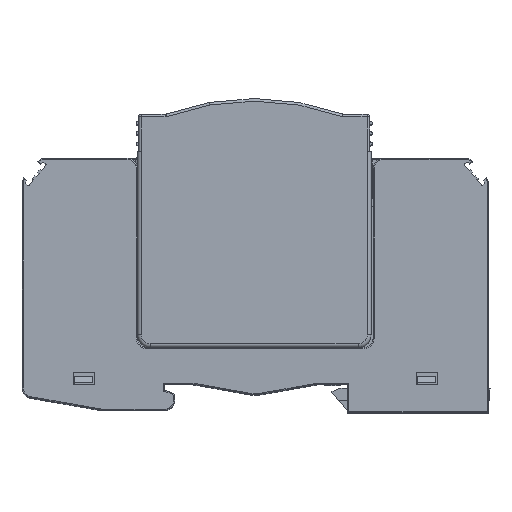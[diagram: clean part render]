
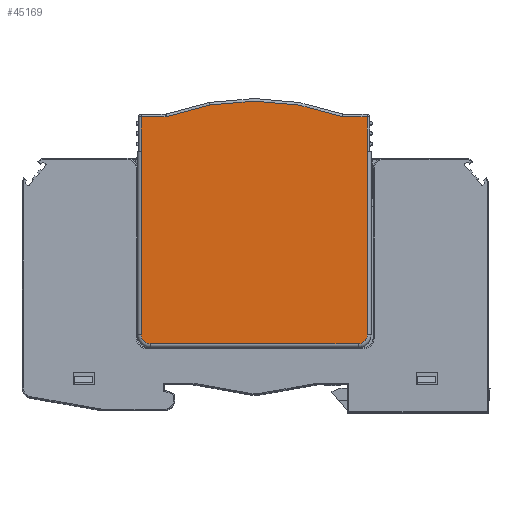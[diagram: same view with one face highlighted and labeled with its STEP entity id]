
A CAD part, top view. The second image highlights one B-rep face of the part: STEP entity #45169.
In plain terms, the highlighted planar face has unit normal (0, 0, 1).
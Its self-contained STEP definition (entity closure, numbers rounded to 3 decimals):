
#331 = LINE ( 'NONE', #134833, #31272 ) ;
#5767 = ORIENTED_EDGE ( 'NONE', *, *, #69712, .T. ) ;
#7537 = VERTEX_POINT ( 'NONE', #141073 ) ;
#8866 = CARTESIAN_POINT ( 'NONE',  ( 43.964, 45., 70. ) ) ;
#9680 = ORIENTED_EDGE ( 'NONE', *, *, #101236, .F. ) ;
#10295 = EDGE_CURVE ( 'NONE', #115575, #68394, #59341, .T. ) ;
#12422 = CARTESIAN_POINT ( 'NONE',  ( 39.471, 44.5, 70. ) ) ;
#14547 = EDGE_CURVE ( 'NONE', #134575, #115575, #49044, .T. ) ;
#15304 = CARTESIAN_POINT ( 'NONE',  ( 0.75, 44.5, 70. ) ) ;
#17290 = AXIS2_PLACEMENT_3D ( 'NONE', #45716, #105781, #57707 ) ;
#27008 = CIRCLE ( 'NONE', #52473, 49.5 ) ;
#28861 = LINE ( 'NONE', #52094, #76119 ) ;
#31272 = VECTOR ( 'NONE', #87530, 1000. ) ;
#33477 = EDGE_CURVE ( 'NONE', #55939, #80710, #95473, .T. ) ;
#33681 = DIRECTION ( 'NONE',  ( 1., 0., 0. ) ) ;
#33746 = EDGE_CURVE ( 'NONE', #51288, #7537, #28861, .T. ) ;
#36055 = DIRECTION ( 'NONE',  ( 0., 0., 1. ) ) ;
#36599 = CARTESIAN_POINT ( 'NONE',  ( 44.25, 44.5, 70. ) ) ;
#37343 = AXIS2_PLACEMENT_3D ( 'NONE', #8866, #36055, #33681 ) ;
#41535 = ORIENTED_EDGE ( 'NONE', *, *, #33746, .F. ) ;
#42231 = ORIENTED_EDGE ( 'NONE', *, *, #124114, .F. ) ;
#45169 = ADVANCED_FACE ( 'NONE', ( #107337 ), #156178, .T. ) ;
#45716 = CARTESIAN_POINT ( 'NONE',  ( 2.5, 2.5, 70. ) ) ;
#48609 = LINE ( 'NONE', #36599, #152740 ) ;
#49044 = LINE ( 'NONE', #85858, #135974 ) ;
#51134 = EDGE_LOOP ( 'NONE', ( #117515, #5767, #41535, #9680, #42231, #140980, #157984, #112906, #78775, #118928 ) ) ;
#51288 = VERTEX_POINT ( 'NONE', #124019 ) ;
#52094 = CARTESIAN_POINT ( 'NONE',  ( 44.25, 6.8, 70. ) ) ;
#52473 = AXIS2_PLACEMENT_3D ( 'NONE', #81571, #155235, #130404 ) ;
#55939 = VERTEX_POINT ( 'NONE', #135837 ) ;
#57355 = VERTEX_POINT ( 'NONE', #12422 ) ;
#57707 = DIRECTION ( 'NONE',  ( -1., 0., 0. ) ) ;
#59341 = LINE ( 'NONE', #144228, #138735 ) ;
#60303 = EDGE_CURVE ( 'NONE', #68394, #120773, #89494, .T. ) ;
#68394 = VERTEX_POINT ( 'NONE', #15304 ) ;
#69712 = EDGE_CURVE ( 'NONE', #55939, #7537, #124566, .T. ) ;
#70716 = CARTESIAN_POINT ( 'NONE',  ( 0.75, 37.8, 70. ) ) ;
#73855 = DIRECTION ( 'NONE',  ( 0., 1., 0. ) ) ;
#75740 = DIRECTION ( 'NONE',  ( 0., -1., 0. ) ) ;
#76014 = VECTOR ( 'NONE', #117875, 1000. ) ;
#76119 = VECTOR ( 'NONE', #149773, 1000. ) ;
#78775 = ORIENTED_EDGE ( 'NONE', *, *, #14547, .F. ) ;
#80710 = VERTEX_POINT ( 'NONE', #125918 ) ;
#81571 = CARTESIAN_POINT ( 'NONE',  ( 22.5, -2., 70. ) ) ;
#83173 = CARTESIAN_POINT ( 'NONE',  ( 5.529, 44.5, 70. ) ) ;
#85858 = CARTESIAN_POINT ( 'NONE',  ( 0.75, 18.2, 70. ) ) ;
#87530 = DIRECTION ( 'NONE',  ( 1., 0., 0. ) ) ;
#88838 = CIRCLE ( 'NONE', #17290, 1.75 ) ;
#89494 = LINE ( 'NONE', #92683, #146249 ) ;
#92683 = CARTESIAN_POINT ( 'NONE',  ( 0.75, 44.5, 70. ) ) ;
#95473 = LINE ( 'NONE', #104309, #76014 ) ;
#99241 = DIRECTION ( 'NONE',  ( 0., 0., 1. ) ) ;
#101236 = EDGE_CURVE ( 'NONE', #108996, #51288, #48609, .T. ) ;
#101603 = AXIS2_PLACEMENT_3D ( 'NONE', #148845, #99241, #148071 ) ;
#104309 = CARTESIAN_POINT ( 'NONE',  ( 16.927, 0.75, 70. ) ) ;
#105781 = DIRECTION ( 'NONE',  ( 0., 0., 1. ) ) ;
#107337 = FACE_OUTER_BOUND ( 'NONE', #51134, .T. ) ;
#108996 = VERTEX_POINT ( 'NONE', #113151 ) ;
#109140 = CARTESIAN_POINT ( 'NONE',  ( 0.75, 2.5, 70. ) ) ;
#111130 = DIRECTION ( 'NONE',  ( 0., 1., 0. ) ) ;
#112906 = ORIENTED_EDGE ( 'NONE', *, *, #10295, .F. ) ;
#113151 = CARTESIAN_POINT ( 'NONE',  ( 44.25, 44.5, 70. ) ) ;
#115575 = VERTEX_POINT ( 'NONE', #70716 ) ;
#117515 = ORIENTED_EDGE ( 'NONE', *, *, #33477, .F. ) ;
#117875 = DIRECTION ( 'NONE',  ( -1., 0., 0. ) ) ;
#118928 = ORIENTED_EDGE ( 'NONE', *, *, #148333, .T. ) ;
#120773 = VERTEX_POINT ( 'NONE', #83173 ) ;
#124019 = CARTESIAN_POINT ( 'NONE',  ( 44.25, 37.8, 70. ) ) ;
#124114 = EDGE_CURVE ( 'NONE', #57355, #108996, #331, .T. ) ;
#124566 = CIRCLE ( 'NONE', #101603, 1.75 ) ;
#125918 = CARTESIAN_POINT ( 'NONE',  ( 2.5, 0.75, 70. ) ) ;
#130251 = EDGE_CURVE ( 'NONE', #57355, #120773, #27008, .T. ) ;
#130404 = DIRECTION ( 'NONE',  ( 0.343, 0.939, 0. ) ) ;
#134575 = VERTEX_POINT ( 'NONE', #109140 ) ;
#134833 = CARTESIAN_POINT ( 'NONE',  ( 39.471, 44.5, 70. ) ) ;
#135837 = CARTESIAN_POINT ( 'NONE',  ( 42.5, 0.75, 70. ) ) ;
#135974 = VECTOR ( 'NONE', #73855, 1000. ) ;
#138735 = VECTOR ( 'NONE', #111130, 1000. ) ;
#140980 = ORIENTED_EDGE ( 'NONE', *, *, #130251, .T. ) ;
#141073 = CARTESIAN_POINT ( 'NONE',  ( 44.25, 2.5, 70. ) ) ;
#144228 = CARTESIAN_POINT ( 'NONE',  ( 0.75, 37.8, 70. ) ) ;
#146249 = VECTOR ( 'NONE', #150349, 1000. ) ;
#148071 = DIRECTION ( 'NONE',  ( 0., -1., 0. ) ) ;
#148333 = EDGE_CURVE ( 'NONE', #134575, #80710, #88838, .T. ) ;
#148845 = CARTESIAN_POINT ( 'NONE',  ( 42.5, 2.5, 70. ) ) ;
#149773 = DIRECTION ( 'NONE',  ( 0., -1., 0. ) ) ;
#150349 = DIRECTION ( 'NONE',  ( 1., 0., 0. ) ) ;
#152740 = VECTOR ( 'NONE', #75740, 1000. ) ;
#155235 = DIRECTION ( 'NONE',  ( 0., 0., 1. ) ) ;
#156178 = PLANE ( 'NONE',  #37343 ) ;
#157984 = ORIENTED_EDGE ( 'NONE', *, *, #60303, .F. ) ;
